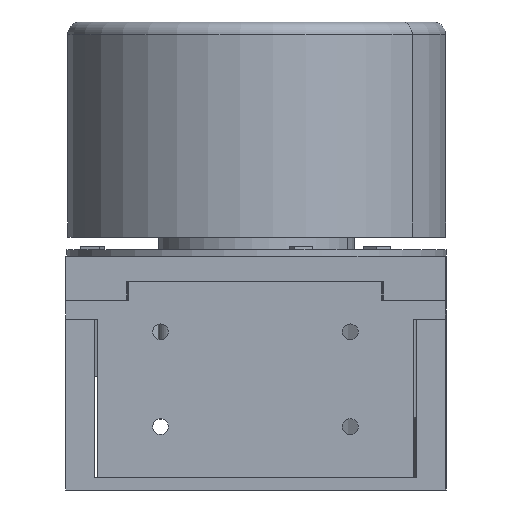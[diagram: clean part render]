
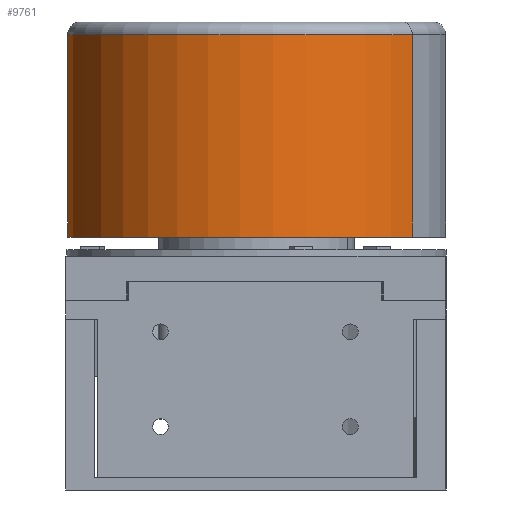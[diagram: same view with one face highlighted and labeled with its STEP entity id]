
A CAD part, front view. The second image highlights one B-rep face of the part: STEP entity #9761.
In plain terms, the highlighted cylindrical face has radius 30 mm (diameter 60 mm), a partial arc.
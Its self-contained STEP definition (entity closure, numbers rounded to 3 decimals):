
#160 = EDGE_LOOP ( 'NONE', ( #8573, #1010, #7843, #2578 ) ) ;
#378 = AXIS2_PLACEMENT_3D ( 'NONE', #571, #7608, #7827 ) ;
#571 = CARTESIAN_POINT ( 'NONE',  ( 26.54, -20.119, 153.981 ) ) ;
#1010 = ORIENTED_EDGE ( 'NONE', *, *, #9539, .T. ) ;
#2416 = AXIS2_PLACEMENT_3D ( 'NONE', #14897, #6561, #12530 ) ;
#2578 = ORIENTED_EDGE ( 'NONE', *, *, #8346, .F. ) ;
#2657 = DIRECTION ( 'NONE',  ( -0.82, 0.572, 0. ) ) ;
#2740 = VERTEX_POINT ( 'NONE', #3100 ) ;
#2758 = CARTESIAN_POINT ( 'NONE',  ( 26.54, -20.119, 149.981 ) ) ;
#2916 = CIRCLE ( 'NONE', #2416, 30. ) ;
#3100 = CARTESIAN_POINT ( 'NONE',  ( 1.939, -2.95, 153.981 ) ) ;
#3383 = CARTESIAN_POINT ( 'NONE',  ( 51.142, -37.289, 149.981 ) ) ;
#4041 = CARTESIAN_POINT ( 'NONE',  ( 51.142, -37.289, 153.981 ) ) ;
#4831 = VERTEX_POINT ( 'NONE', #4041 ) ;
#4907 = CARTESIAN_POINT ( 'NONE',  ( 51.142, -37.289, 121.981 ) ) ;
#5164 = LINE ( 'NONE', #12711, #9519 ) ;
#5537 = DIRECTION ( 'NONE',  ( 0., 0., 1. ) ) ;
#6003 = CARTESIAN_POINT ( 'NONE',  ( 1.939, -2.95, 121.981 ) ) ;
#6507 = CIRCLE ( 'NONE', #378, 30. ) ;
#6561 = DIRECTION ( 'NONE',  ( 0., 0., 1. ) ) ;
#6758 = VERTEX_POINT ( 'NONE', #6003 ) ;
#6868 = LINE ( 'NONE', #3383, #12542 ) ;
#7075 = DIRECTION ( 'NONE',  ( 0., 0., 1. ) ) ;
#7608 = DIRECTION ( 'NONE',  ( 0., 0., -1. ) ) ;
#7827 = DIRECTION ( 'NONE',  ( -0.82, 0.572, 0. ) ) ;
#7843 = ORIENTED_EDGE ( 'NONE', *, *, #9266, .T. ) ;
#8346 = EDGE_CURVE ( 'NONE', #6758, #2740, #5164, .T. ) ;
#8573 = ORIENTED_EDGE ( 'NONE', *, *, #8798, .T. ) ;
#8774 = DIRECTION ( 'NONE',  ( 0., 0., 1. ) ) ;
#8792 = AXIS2_PLACEMENT_3D ( 'NONE', #2758, #8774, #2657 ) ;
#8798 = EDGE_CURVE ( 'NONE', #6758, #13603, #2916, .T. ) ;
#9266 = EDGE_CURVE ( 'NONE', #4831, #2740, #6507, .T. ) ;
#9519 = VECTOR ( 'NONE', #5537, 1000. ) ;
#9539 = EDGE_CURVE ( 'NONE', #13603, #4831, #6868, .T. ) ;
#9761 = ADVANCED_FACE ( 'NONE', ( #10456 ), #13484, .T. ) ;
#10456 = FACE_OUTER_BOUND ( 'NONE', #160, .T. ) ;
#12530 = DIRECTION ( 'NONE',  ( -0.82, 0.572, 0. ) ) ;
#12542 = VECTOR ( 'NONE', #7075, 1000. ) ;
#12711 = CARTESIAN_POINT ( 'NONE',  ( 1.939, -2.95, 149.981 ) ) ;
#13484 = CYLINDRICAL_SURFACE ( 'NONE', #8792, 30. ) ;
#13603 = VERTEX_POINT ( 'NONE', #4907 ) ;
#14897 = CARTESIAN_POINT ( 'NONE',  ( 26.54, -20.119, 121.981 ) ) ;
